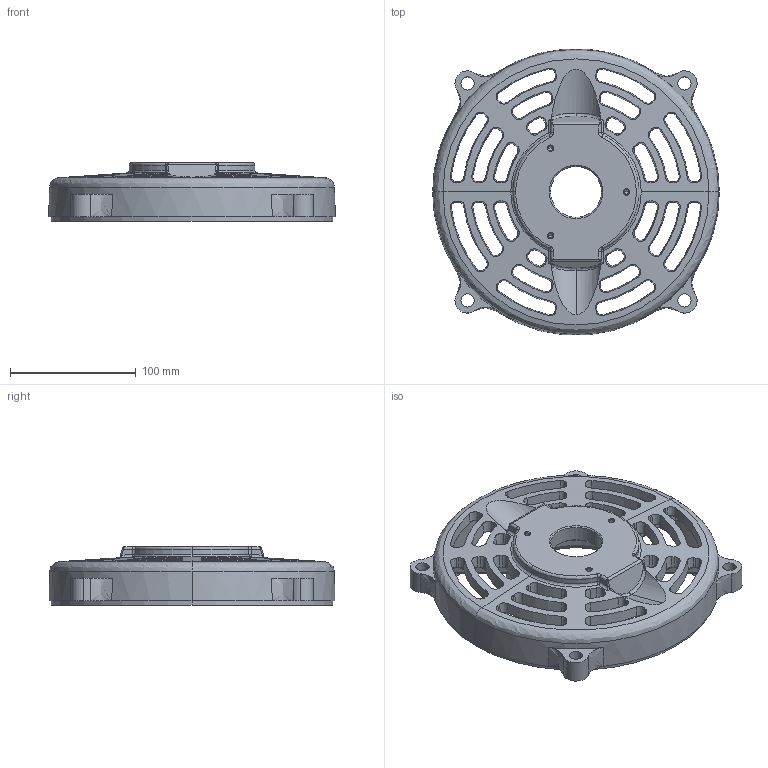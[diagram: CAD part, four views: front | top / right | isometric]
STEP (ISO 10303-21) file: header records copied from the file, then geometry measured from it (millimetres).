
FILE_DESCRIPTION (( 'STEP AP214' ), '1' );
FILE_NAME ('MTADP-DEB-210.STEP', '2020-07-08T13:56:28', ( '' ), ( '' ), 'SwSTEP 2.0', 'SolidWorks 2017', '' );
FILE_SCHEMA (( 'AUTOMOTIVE_DESIGN' ));
Length unit declared in the file: inch
Products named in the file (1): MTADP-DEB-210
Bounding box: 228 x 227.18 x 46.5 mm (x, y, z)
Volume: 534870 mm3; surface area: 149390.2 mm2
Topology: 1 solids, 1 shells, 715 faces, 1973 edges, 1169 vertices
Faces by surface type: cone 253, bspline 202, plane 142, cylinder 110, torus 8
Entity records: 31838 total; most frequent: CARTESIAN_POINT 15456, ORIENTED_EDGE 3790, DIRECTION 2975, EDGE_CURVE 1895, AXIS2_PLACEMENT_3D 1180, VERTEX_POINT 1169, EDGE_LOOP 760, FACE_OUTER_BOUND 715
